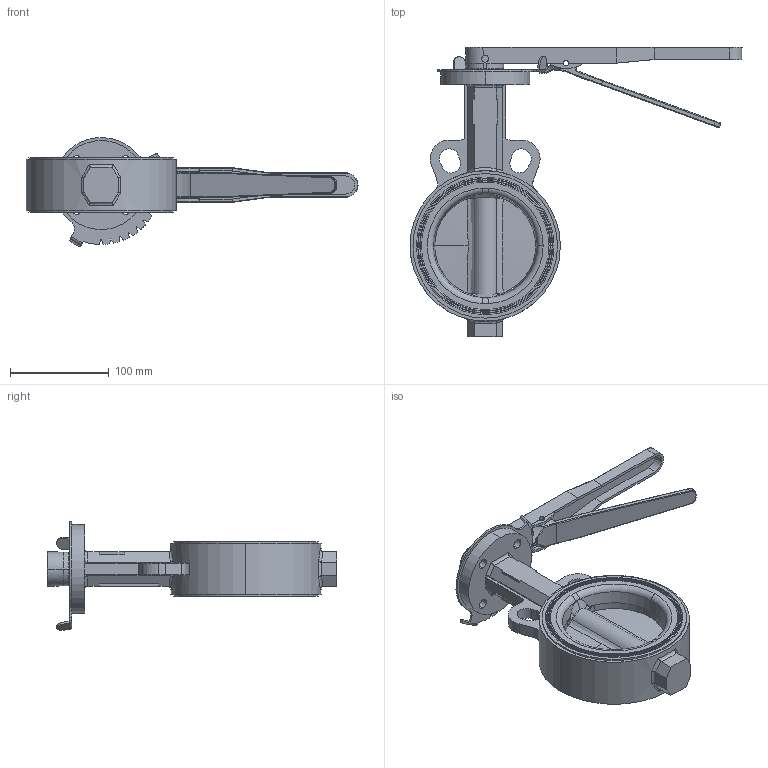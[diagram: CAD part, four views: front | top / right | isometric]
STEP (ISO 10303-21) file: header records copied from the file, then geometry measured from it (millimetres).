
FILE_DESCRIPTION (( 'STEP AP214' ), '1' );
FILE_NAME ('NS-0400-WAFER-HANDLE.step', '2019-03-07T20:50:52', ( '' ), ( '' ), 'SwSTEP 2.0', 'SolidWorks 2019', '' );
FILE_SCHEMA (( 'AUTOMOTIVE_DESIGN' ));
Length unit declared in the file: inch
Products named in the file (1): NS-0400-WAFER-HANDLE
Bounding box: 335.47 x 292.94 x 110.01 mm (x, y, z)
Surface area: 177104.5 mm2 (no closed solid volume)
Topology: 0 solids, 28 shells, 484 faces, 1725 edges, 1244 vertices
Faces by surface type: cylinder 179, plane 164, bspline 70, torus 45, cone 25, sphere 1
Entity records: 32796 total; most frequent: CARTESIAN_POINT 12779, ORIENTED_EDGE 2839, DIRECTION 2556, EDGE_CURVE 1716, VERTEX_POINT 1244, AXIS2_PLACEMENT_3D 907, LINE 742, VECTOR 742
